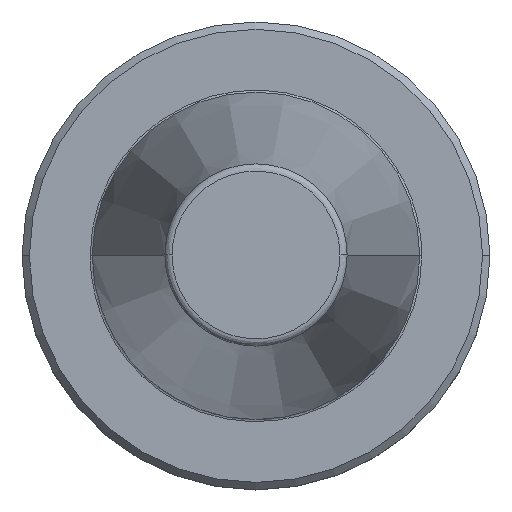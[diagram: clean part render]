
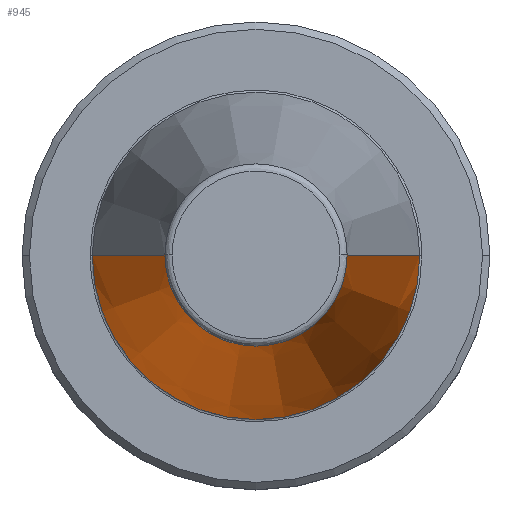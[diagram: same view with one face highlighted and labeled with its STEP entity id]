
A CAD part, top view. The second image highlights one B-rep face of the part: STEP entity #945.
In plain terms, the highlighted conical face has half-angle 8.297 degrees and reference radius 22.225 mm.
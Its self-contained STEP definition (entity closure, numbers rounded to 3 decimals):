
#7 = AXIS2_PLACEMENT_3D ( 'NONE', #1060, #934, #1057 ) ;
#80 = ORIENTED_EDGE ( 'NONE', *, *, #1167, .T. ) ;
#191 = CARTESIAN_POINT ( 'NONE',  ( 12.375, 0., 67.544 ) ) ;
#267 = DIRECTION ( 'NONE',  ( 0.144, 0., -0.99 ) ) ;
#273 = CARTESIAN_POINT ( 'NONE',  ( 22.225, 0., 0. ) ) ;
#333 = CARTESIAN_POINT ( 'NONE',  ( -12.375, 0., 67.544 ) ) ;
#355 = LINE ( 'NONE', #273, #674 ) ;
#360 = CIRCLE ( 'NONE', #1299, 22.225 ) ;
#365 = CARTESIAN_POINT ( 'NONE',  ( -22.225, 0., 0. ) ) ;
#377 = EDGE_CURVE ( 'NONE', #1284, #928, #360, .T. ) ;
#437 = DIRECTION ( 'NONE',  ( -0.144, 0., -0.99 ) ) ;
#439 = CARTESIAN_POINT ( 'NONE',  ( -22.225, 0., 0. ) ) ;
#617 = FACE_OUTER_BOUND ( 'NONE', #948, .T. ) ;
#674 = VECTOR ( 'NONE', #267, 1000. ) ;
#849 = EDGE_CURVE ( 'NONE', #1441, #1292, #1168, .T. ) ;
#866 = ORIENTED_EDGE ( 'NONE', *, *, #1356, .F. ) ;
#928 = VERTEX_POINT ( 'NONE', #1074 ) ;
#934 = DIRECTION ( 'NONE',  ( 0., 0., -1. ) ) ;
#945 = ADVANCED_FACE ( 'NONE', ( #617 ), #1232, .T. ) ;
#948 = EDGE_LOOP ( 'NONE', ( #866, #1022, #80, #1351 ) ) ;
#1015 = DIRECTION ( 'NONE',  ( 0., 0., -1. ) ) ;
#1022 = ORIENTED_EDGE ( 'NONE', *, *, #849, .T. ) ;
#1034 = CARTESIAN_POINT ( 'NONE',  ( 0., 0., 0. ) ) ;
#1057 = DIRECTION ( 'NONE',  ( -1., 0., 0. ) ) ;
#1060 = CARTESIAN_POINT ( 'NONE',  ( 0., 0., 67.544 ) ) ;
#1074 = CARTESIAN_POINT ( 'NONE',  ( 22.225, 0., 0. ) ) ;
#1167 = EDGE_CURVE ( 'NONE', #1292, #1284, #1457, .T. ) ;
#1168 = CIRCLE ( 'NONE', #7, 12.375 ) ;
#1213 = DIRECTION ( 'NONE',  ( -1., 0., 0. ) ) ;
#1232 = CONICAL_SURFACE ( 'NONE', #1247, 22.225, 0.145 ) ;
#1247 = AXIS2_PLACEMENT_3D ( 'NONE', #1034, #1015, #1268 ) ;
#1268 = DIRECTION ( 'NONE',  ( -1., 0., 0. ) ) ;
#1284 = VERTEX_POINT ( 'NONE', #365 ) ;
#1292 = VERTEX_POINT ( 'NONE', #333 ) ;
#1299 = AXIS2_PLACEMENT_3D ( 'NONE', #1445, #1499, #1213 ) ;
#1351 = ORIENTED_EDGE ( 'NONE', *, *, #377, .T. ) ;
#1356 = EDGE_CURVE ( 'NONE', #1441, #928, #355, .T. ) ;
#1441 = VERTEX_POINT ( 'NONE', #191 ) ;
#1445 = CARTESIAN_POINT ( 'NONE',  ( 0., 0., 0. ) ) ;
#1457 = LINE ( 'NONE', #439, #1465 ) ;
#1465 = VECTOR ( 'NONE', #437, 1000. ) ;
#1499 = DIRECTION ( 'NONE',  ( 0., 0., 1. ) ) ;
